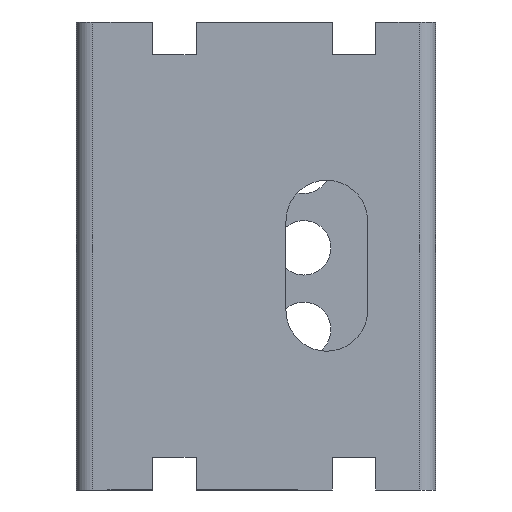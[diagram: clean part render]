
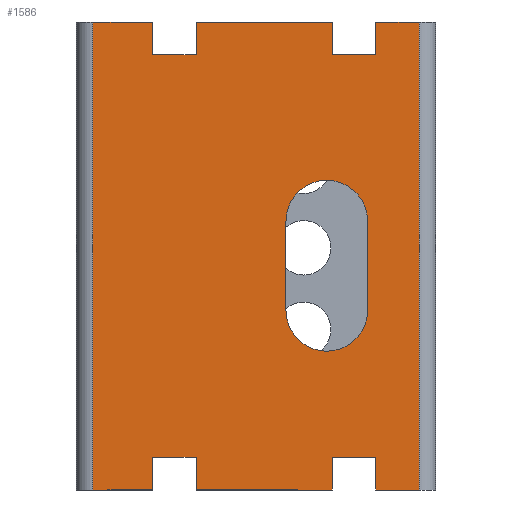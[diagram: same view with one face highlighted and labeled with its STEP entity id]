
A CAD part, left-side view. The second image highlights one B-rep face of the part: STEP entity #1586.
In plain terms, the highlighted planar face has unit normal (-1, 0, 0).
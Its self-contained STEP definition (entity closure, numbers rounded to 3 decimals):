
#988 = VERTEX_POINT('',#989);
#989 = CARTESIAN_POINT('',(0.,11.,0.));
#995 = EDGE_CURVE('',#996,#988,#998,.T.);
#996 = VERTEX_POINT('',#997);
#997 = CARTESIAN_POINT('',(0.,3.,0.));
#998 = LINE('',#999,#1000);
#999 = CARTESIAN_POINT('',(0.,0.,0.));
#1000 = VECTOR('',#1001,1.);
#1001 = DIRECTION('',(0.,1.,0.));
#1103 = VERTEX_POINT('',#1104);
#1104 = CARTESIAN_POINT('',(0.,11.,86.));
#1110 = EDGE_CURVE('',#1111,#1103,#1113,.T.);
#1111 = VERTEX_POINT('',#1112);
#1112 = CARTESIAN_POINT('',(0.,3.,86.));
#1113 = LINE('',#1114,#1115);
#1114 = CARTESIAN_POINT('',(0.,0.,86.));
#1115 = VECTOR('',#1116,1.);
#1116 = DIRECTION('',(0.,1.,0.));
#1574 = EDGE_CURVE('',#996,#1111,#1575,.T.);
#1575 = LINE('',#1576,#1577);
#1576 = CARTESIAN_POINT('',(0.,3.,0.));
#1577 = VECTOR('',#1578,1.);
#1578 = DIRECTION('',(0.,0.,1.));
#1586 = ADVANCED_FACE('',(#1587,#1726),#1762,.T.);
#1587 = FACE_BOUND('',#1588,.T.);
#1588 = EDGE_LOOP('',(#1589,#1590,#1591,#1592,#1600,#1608,#1616,#1624,
    #1632,#1640,#1648,#1656,#1664,#1672,#1680,#1688,#1696,#1704,#1712,
    #1720));
#1589 = ORIENTED_EDGE('',*,*,#995,.F.);
#1590 = ORIENTED_EDGE('',*,*,#1574,.T.);
#1591 = ORIENTED_EDGE('',*,*,#1110,.T.);
#1592 = ORIENTED_EDGE('',*,*,#1593,.F.);
#1593 = EDGE_CURVE('',#1594,#1103,#1596,.T.);
#1594 = VERTEX_POINT('',#1595);
#1595 = CARTESIAN_POINT('',(0.,11.,80.));
#1596 = LINE('',#1597,#1598);
#1597 = CARTESIAN_POINT('',(0.,11.,80.));
#1598 = VECTOR('',#1599,1.);
#1599 = DIRECTION('',(0.,0.,1.));
#1600 = ORIENTED_EDGE('',*,*,#1601,.F.);
#1601 = EDGE_CURVE('',#1602,#1594,#1604,.T.);
#1602 = VERTEX_POINT('',#1603);
#1603 = CARTESIAN_POINT('',(0.,19.,80.));
#1604 = LINE('',#1605,#1606);
#1605 = CARTESIAN_POINT('',(0.,19.,80.));
#1606 = VECTOR('',#1607,1.);
#1607 = DIRECTION('',(0.,-1.,0.));
#1608 = ORIENTED_EDGE('',*,*,#1609,.F.);
#1609 = EDGE_CURVE('',#1610,#1602,#1612,.T.);
#1610 = VERTEX_POINT('',#1611);
#1611 = CARTESIAN_POINT('',(0.,19.,86.));
#1612 = LINE('',#1613,#1614);
#1613 = CARTESIAN_POINT('',(0.,19.,86.));
#1614 = VECTOR('',#1615,1.);
#1615 = DIRECTION('',(0.,0.,-1.));
#1616 = ORIENTED_EDGE('',*,*,#1617,.T.);
#1617 = EDGE_CURVE('',#1610,#1618,#1620,.T.);
#1618 = VERTEX_POINT('',#1619);
#1619 = CARTESIAN_POINT('',(0.,44.,86.));
#1620 = LINE('',#1621,#1622);
#1621 = CARTESIAN_POINT('',(0.,0.,86.));
#1622 = VECTOR('',#1623,1.);
#1623 = DIRECTION('',(0.,1.,0.));
#1624 = ORIENTED_EDGE('',*,*,#1625,.F.);
#1625 = EDGE_CURVE('',#1626,#1618,#1628,.T.);
#1626 = VERTEX_POINT('',#1627);
#1627 = CARTESIAN_POINT('',(0.,44.,80.));
#1628 = LINE('',#1629,#1630);
#1629 = CARTESIAN_POINT('',(0.,44.,80.));
#1630 = VECTOR('',#1631,1.);
#1631 = DIRECTION('',(0.,0.,1.));
#1632 = ORIENTED_EDGE('',*,*,#1633,.F.);
#1633 = EDGE_CURVE('',#1634,#1626,#1636,.T.);
#1634 = VERTEX_POINT('',#1635);
#1635 = CARTESIAN_POINT('',(0.,52.,80.));
#1636 = LINE('',#1637,#1638);
#1637 = CARTESIAN_POINT('',(0.,52.,80.));
#1638 = VECTOR('',#1639,1.);
#1639 = DIRECTION('',(0.,-1.,0.));
#1640 = ORIENTED_EDGE('',*,*,#1641,.F.);
#1641 = EDGE_CURVE('',#1642,#1634,#1644,.T.);
#1642 = VERTEX_POINT('',#1643);
#1643 = CARTESIAN_POINT('',(0.,52.,86.));
#1644 = LINE('',#1645,#1646);
#1645 = CARTESIAN_POINT('',(0.,52.,86.));
#1646 = VECTOR('',#1647,1.);
#1647 = DIRECTION('',(0.,0.,-1.));
#1648 = ORIENTED_EDGE('',*,*,#1649,.T.);
#1649 = EDGE_CURVE('',#1642,#1650,#1652,.T.);
#1650 = VERTEX_POINT('',#1651);
#1651 = CARTESIAN_POINT('',(0.,63.,86.));
#1652 = LINE('',#1653,#1654);
#1653 = CARTESIAN_POINT('',(0.,0.,86.));
#1654 = VECTOR('',#1655,1.);
#1655 = DIRECTION('',(0.,1.,0.));
#1656 = ORIENTED_EDGE('',*,*,#1657,.F.);
#1657 = EDGE_CURVE('',#1658,#1650,#1660,.T.);
#1658 = VERTEX_POINT('',#1659);
#1659 = CARTESIAN_POINT('',(0.,63.,0.));
#1660 = LINE('',#1661,#1662);
#1661 = CARTESIAN_POINT('',(0.,63.,0.));
#1662 = VECTOR('',#1663,1.);
#1663 = DIRECTION('',(0.,0.,1.));
#1664 = ORIENTED_EDGE('',*,*,#1665,.F.);
#1665 = EDGE_CURVE('',#1666,#1658,#1668,.T.);
#1666 = VERTEX_POINT('',#1667);
#1667 = CARTESIAN_POINT('',(0.,52.,0.));
#1668 = LINE('',#1669,#1670);
#1669 = CARTESIAN_POINT('',(0.,0.,0.));
#1670 = VECTOR('',#1671,1.);
#1671 = DIRECTION('',(0.,1.,0.));
#1672 = ORIENTED_EDGE('',*,*,#1673,.F.);
#1673 = EDGE_CURVE('',#1674,#1666,#1676,.T.);
#1674 = VERTEX_POINT('',#1675);
#1675 = CARTESIAN_POINT('',(0.,52.,6.));
#1676 = LINE('',#1677,#1678);
#1677 = CARTESIAN_POINT('',(0.,52.,6.));
#1678 = VECTOR('',#1679,1.);
#1679 = DIRECTION('',(0.,0.,-1.));
#1680 = ORIENTED_EDGE('',*,*,#1681,.F.);
#1681 = EDGE_CURVE('',#1682,#1674,#1684,.T.);
#1682 = VERTEX_POINT('',#1683);
#1683 = CARTESIAN_POINT('',(0.,44.,6.));
#1684 = LINE('',#1685,#1686);
#1685 = CARTESIAN_POINT('',(0.,44.,6.));
#1686 = VECTOR('',#1687,1.);
#1687 = DIRECTION('',(0.,1.,0.));
#1688 = ORIENTED_EDGE('',*,*,#1689,.F.);
#1689 = EDGE_CURVE('',#1690,#1682,#1692,.T.);
#1690 = VERTEX_POINT('',#1691);
#1691 = CARTESIAN_POINT('',(0.,44.,0.));
#1692 = LINE('',#1693,#1694);
#1693 = CARTESIAN_POINT('',(0.,44.,0.));
#1694 = VECTOR('',#1695,1.);
#1695 = DIRECTION('',(0.,0.,1.));
#1696 = ORIENTED_EDGE('',*,*,#1697,.F.);
#1697 = EDGE_CURVE('',#1698,#1690,#1700,.T.);
#1698 = VERTEX_POINT('',#1699);
#1699 = CARTESIAN_POINT('',(0.,19.,0.));
#1700 = LINE('',#1701,#1702);
#1701 = CARTESIAN_POINT('',(0.,0.,0.));
#1702 = VECTOR('',#1703,1.);
#1703 = DIRECTION('',(0.,1.,0.));
#1704 = ORIENTED_EDGE('',*,*,#1705,.F.);
#1705 = EDGE_CURVE('',#1706,#1698,#1708,.T.);
#1706 = VERTEX_POINT('',#1707);
#1707 = CARTESIAN_POINT('',(0.,19.,6.));
#1708 = LINE('',#1709,#1710);
#1709 = CARTESIAN_POINT('',(0.,19.,6.));
#1710 = VECTOR('',#1711,1.);
#1711 = DIRECTION('',(0.,0.,-1.));
#1712 = ORIENTED_EDGE('',*,*,#1713,.F.);
#1713 = EDGE_CURVE('',#1714,#1706,#1716,.T.);
#1714 = VERTEX_POINT('',#1715);
#1715 = CARTESIAN_POINT('',(0.,11.,6.));
#1716 = LINE('',#1717,#1718);
#1717 = CARTESIAN_POINT('',(0.,11.,6.));
#1718 = VECTOR('',#1719,1.);
#1719 = DIRECTION('',(0.,1.,0.));
#1720 = ORIENTED_EDGE('',*,*,#1721,.F.);
#1721 = EDGE_CURVE('',#988,#1714,#1722,.T.);
#1722 = LINE('',#1723,#1724);
#1723 = CARTESIAN_POINT('',(0.,11.,0.));
#1724 = VECTOR('',#1725,1.);
#1725 = DIRECTION('',(0.,0.,1.));
#1726 = FACE_BOUND('',#1727,.T.);
#1727 = EDGE_LOOP('',(#1728,#1739,#1747,#1756));
#1728 = ORIENTED_EDGE('',*,*,#1729,.F.);
#1729 = EDGE_CURVE('',#1730,#1732,#1734,.T.);
#1730 = VERTEX_POINT('',#1731);
#1731 = CARTESIAN_POINT('',(0.,12.5,49.41));
#1732 = VERTEX_POINT('',#1733);
#1733 = CARTESIAN_POINT('',(0.,27.5,49.41));
#1734 = CIRCLE('',#1735,7.5);
#1735 = AXIS2_PLACEMENT_3D('',#1736,#1737,#1738);
#1736 = CARTESIAN_POINT('',(0.,20.,49.41));
#1737 = DIRECTION('',(-1.,0.,0.));
#1738 = DIRECTION('',(0.,-1.,0.));
#1739 = ORIENTED_EDGE('',*,*,#1740,.F.);
#1740 = EDGE_CURVE('',#1741,#1730,#1743,.T.);
#1741 = VERTEX_POINT('',#1742);
#1742 = CARTESIAN_POINT('',(0.,12.5,33.));
#1743 = LINE('',#1744,#1745);
#1744 = CARTESIAN_POINT('',(0.,12.5,33.));
#1745 = VECTOR('',#1746,1.);
#1746 = DIRECTION('',(0.,0.,1.));
#1747 = ORIENTED_EDGE('',*,*,#1748,.F.);
#1748 = EDGE_CURVE('',#1749,#1741,#1751,.T.);
#1749 = VERTEX_POINT('',#1750);
#1750 = CARTESIAN_POINT('',(0.,27.5,33.));
#1751 = CIRCLE('',#1752,7.5);
#1752 = AXIS2_PLACEMENT_3D('',#1753,#1754,#1755);
#1753 = CARTESIAN_POINT('',(0.,20.,33.));
#1754 = DIRECTION('',(-1.,0.,0.));
#1755 = DIRECTION('',(0.,-1.,0.));
#1756 = ORIENTED_EDGE('',*,*,#1757,.F.);
#1757 = EDGE_CURVE('',#1732,#1749,#1758,.T.);
#1758 = LINE('',#1759,#1760);
#1759 = CARTESIAN_POINT('',(0.,27.5,49.41));
#1760 = VECTOR('',#1761,1.);
#1761 = DIRECTION('',(0.,0.,-1.));
#1762 = PLANE('',#1763);
#1763 = AXIS2_PLACEMENT_3D('',#1764,#1765,#1766);
#1764 = CARTESIAN_POINT('',(0.,0.,0.));
#1765 = DIRECTION('',(-1.,0.,0.));
#1766 = DIRECTION('',(0.,1.,0.));
